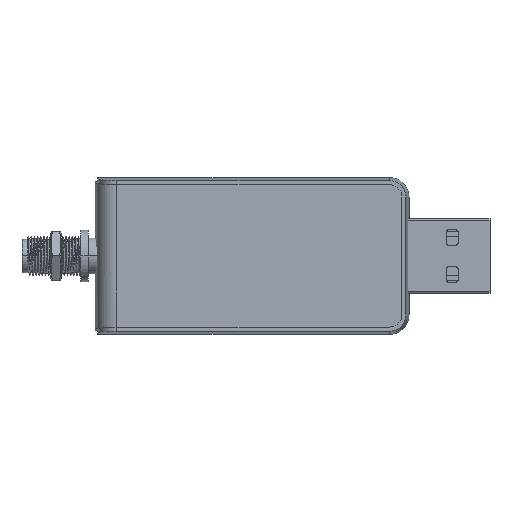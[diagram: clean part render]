
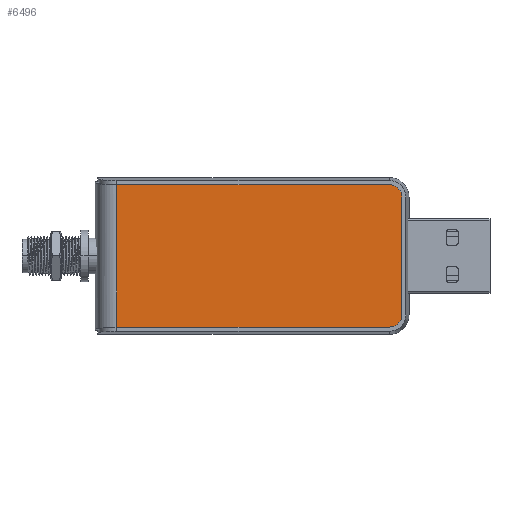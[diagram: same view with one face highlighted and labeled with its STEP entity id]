
A CAD part, top view. The second image highlights one B-rep face of the part: STEP entity #6496.
In plain terms, the highlighted planar face has unit normal (0, 0, 1).
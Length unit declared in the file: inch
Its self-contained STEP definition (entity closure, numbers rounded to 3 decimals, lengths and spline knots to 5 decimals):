
#4240=DIRECTION('',(1.,0.,0.));
#4241=VECTOR('',#4240,1.73859);
#4242=CARTESIAN_POINT('',(-0.86359,-0.45313,0.25));
#4243=LINE('',#4242,#4241);
#4247=DIRECTION('',(0.,-1.,0.));
#4248=VECTOR('',#4247,0.90626);
#4249=CARTESIAN_POINT('',(-0.86359,0.45313,0.25));
#4250=LINE('',#4249,#4248);
#4254=DIRECTION('',(1.,0.,0.));
#4255=VECTOR('',#4254,1.73859);
#4256=CARTESIAN_POINT('',(-0.86359,0.45313,0.25));
#4257=LINE('',#4256,#4255);
#4261=CARTESIAN_POINT('',(0.875,0.375,0.25));
#4262=DIRECTION('',(0.,0.,1.));
#4263=DIRECTION('',(1.,0.,0.));
#4264=AXIS2_PLACEMENT_3D('',#4261,#4262,#4263);
#4269=DIRECTION('',(0.,1.,0.));
#4270=VECTOR('',#4269,0.75);
#4271=CARTESIAN_POINT('',(0.95313,-0.375,0.25));
#4272=LINE('',#4271,#4270);
#4276=CARTESIAN_POINT('',(0.875,-0.375,0.25));
#4277=DIRECTION('',(0.,0.,1.));
#4278=DIRECTION('',(0.,-1.,0.));
#4279=AXIS2_PLACEMENT_3D('',#4276,#4277,#4278);
#6272=CARTESIAN_POINT('',(-0.86359,-0.45313,0.25));
#6273=CARTESIAN_POINT('',(0.875,-0.45313,0.25));
#6274=VERTEX_POINT('',#6272);
#6275=VERTEX_POINT('',#6273);
#6276=CARTESIAN_POINT('',(0.95313,-0.375,0.25));
#6277=VERTEX_POINT('',#6276);
#6278=CARTESIAN_POINT('',(0.95313,0.375,0.25));
#6279=VERTEX_POINT('',#6278);
#6280=CARTESIAN_POINT('',(0.875,0.45313,0.25));
#6281=VERTEX_POINT('',#6280);
#6282=CARTESIAN_POINT('',(-0.86359,0.45313,0.25));
#6283=VERTEX_POINT('',#6282);
#6477=CARTESIAN_POINT('',(-1.,0.5,0.25));
#6478=DIRECTION('',(0.,0.,1.));
#6479=DIRECTION('',(0.,-1.,0.));
#6480=AXIS2_PLACEMENT_3D('',#6477,#6478,#6479);
#6481=PLANE('',#6480);
#6483=ORIENTED_EDGE('',*,*,#6482,.F.);
#6485=ORIENTED_EDGE('',*,*,#6484,.F.);
#6487=ORIENTED_EDGE('',*,*,#6486,.T.);
#6489=ORIENTED_EDGE('',*,*,#6488,.F.);
#6491=ORIENTED_EDGE('',*,*,#6490,.F.);
#6493=ORIENTED_EDGE('',*,*,#6492,.F.);
#6494=EDGE_LOOP('',(#6483,#6485,#6487,#6489,#6491,#6493));
#6495=FACE_OUTER_BOUND('',#6494,.F.);
#6496=ADVANCED_FACE('',(#6495),#6481,.T.);
#4265=CIRCLE('',#4264,0.07813);
#4280=CIRCLE('',#4279,0.07813);
#6482=EDGE_CURVE('',#6274,#6275,#4243,.T.);
#6484=EDGE_CURVE('',#6283,#6274,#4250,.T.);
#6486=EDGE_CURVE('',#6283,#6281,#4257,.T.);
#6488=EDGE_CURVE('',#6279,#6281,#4265,.T.);
#6490=EDGE_CURVE('',#6277,#6279,#4272,.T.);
#6492=EDGE_CURVE('',#6275,#6277,#4280,.T.);
